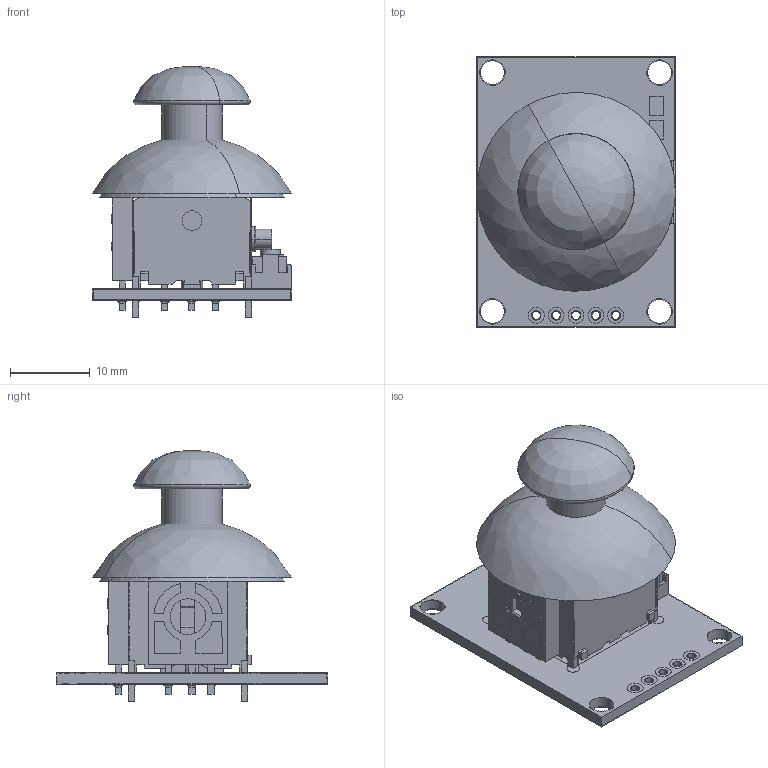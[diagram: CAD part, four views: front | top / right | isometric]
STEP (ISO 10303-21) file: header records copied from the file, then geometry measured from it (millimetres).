
FILE_DESCRIPTION(('CATIA V5 STEP Exchange'),'2;1');
FILE_NAME('joytick_product.stp','2019-06-12T11:38:45+00:00',('none'),('none'),'CATIA Version 5 Release 21 GA (IN-10)','CATIA V5 STEP AP203','none');
FILE_SCHEMA(('CONFIG_CONTROL_DESIGN'));
Length unit declared in the file: millimetre
Products named in the file (1): Product1
Assembly tree (2 placements, depth 2):
  Product1
    #58
    #807
Bounding box: 25 x 34 x 31.45 mm (x, y, z)
Volume: 3801.1 mm3; surface area: 9244.8 mm2
Topology: 2 solids, 4 shells, 699 faces, 1965 edges, 1279 vertices
Faces by surface type: plane 520, cylinder 161, revolution 12, torus 6
Entity records: 20562 total; most frequent: CARTESIAN_POINT 4220, ORIENTED_EDGE 3914, DIRECTION 2416, EDGE_CURVE 1941, VECTOR 1516, LINE 1516, VERTEX_POINT 1268, EDGE_LOOP 820
